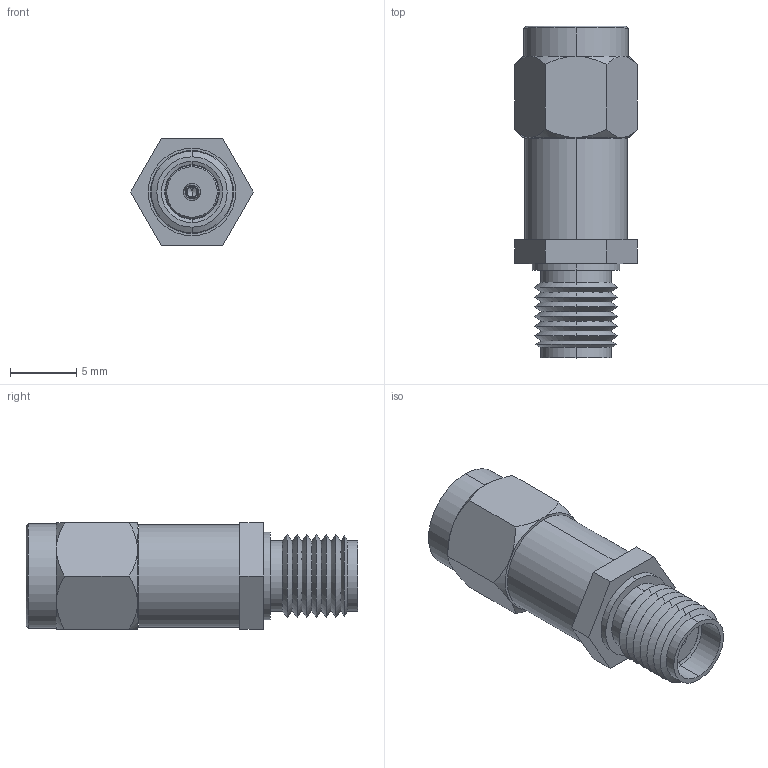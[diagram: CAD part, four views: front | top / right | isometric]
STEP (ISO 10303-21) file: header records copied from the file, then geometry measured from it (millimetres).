
FILE_DESCRIPTION (( 'STEP AP214' ), '1' );
FILE_NAME ('FMAT7601-20_3D.step', '2023-12-06T15:59:28', ( '' ), ( '' ), 'SwSTEP 2.0', 'SolidWorks 2022', '' );
FILE_SCHEMA (( 'AUTOMOTIVE_DESIGN' ));
Length unit declared in the file: inch
Products named in the file (8): SMA_PART; ASF-1708-MA2; FMAT7601-20_3D; SMA PART_MA1; 1AB01-007-MA2; SMA FEMALE_MA1; SMA FEMALE_ PART; 1AB01-007-MA3
Assembly tree (7 placements, depth 3):
  FMAT7601-20_3D
    SMA_PART
      SMA PART_MA1
      1AB01-007-MA3
      1AB01-007-MA2
    SMA FEMALE_ PART
      SMA FEMALE_MA1
      ASF-1708-MA2
Bounding box: 9.24 x 25 x 8 mm (x, y, z)
Volume: 945.1 mm3; surface area: 2014.6 mm2
Topology: 5 solids, 5 shells, 195 faces, 420 edges, 248 vertices
Faces by surface type: cone 78, cylinder 60, plane 57
Entity records: 5966 total; most frequent: CARTESIAN_POINT 1215, DIRECTION 976, ORIENTED_EDGE 832, EDGE_CURVE 416, AXIS2_PLACEMENT_3D 409, VERTEX_POINT 248, EDGE_LOOP 222, CIRCLE 202
